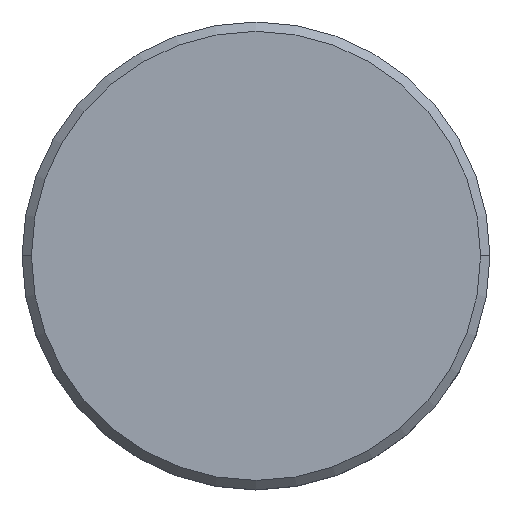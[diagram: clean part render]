
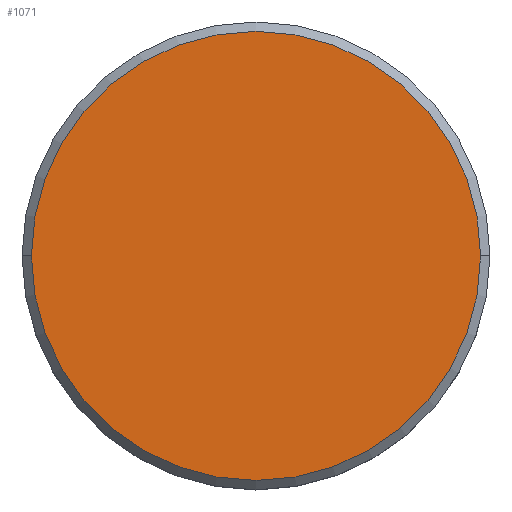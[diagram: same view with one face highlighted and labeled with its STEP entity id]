
A CAD part, top view. The second image highlights one B-rep face of the part: STEP entity #1071.
In plain terms, the highlighted planar face has unit normal (0, 0, 1).
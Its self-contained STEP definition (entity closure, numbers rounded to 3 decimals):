
#1 = DIRECTION ( 'NONE',  ( 0., 0., 1. ) ) ;
#32 = DIRECTION ( 'NONE',  ( 0., 0., 1. ) ) ;
#39 = FACE_OUTER_BOUND ( 'NONE', #493, .T. ) ;
#61 = CIRCLE ( 'NONE', #1108, 12. ) ;
#73 = EDGE_CURVE ( 'NONE', #941, #645, #310, .T. ) ;
#231 = CARTESIAN_POINT ( 'NONE',  ( 0., 0., 0. ) ) ;
#310 = CIRCLE ( 'NONE', #1173, 12. ) ;
#316 = DIRECTION ( 'NONE',  ( 1., 0., 0. ) ) ;
#375 = DIRECTION ( 'NONE',  ( 1., 0., 0. ) ) ;
#478 = CARTESIAN_POINT ( 'NONE',  ( 12., 0., 0. ) ) ;
#481 = CARTESIAN_POINT ( 'NONE',  ( -12., 0., 0. ) ) ;
#492 = CARTESIAN_POINT ( 'NONE',  ( 0., 0., 0. ) ) ;
#493 = EDGE_LOOP ( 'NONE', ( #950, #1051 ) ) ;
#605 = DIRECTION ( 'NONE',  ( 0., 0., 1. ) ) ;
#645 = VERTEX_POINT ( 'NONE', #481 ) ;
#790 = PLANE ( 'NONE',  #797 ) ;
#797 = AXIS2_PLACEMENT_3D ( 'NONE', #231, #605, #316 ) ;
#833 = CARTESIAN_POINT ( 'NONE',  ( 0., 0., 0. ) ) ;
#941 = VERTEX_POINT ( 'NONE', #478 ) ;
#950 = ORIENTED_EDGE ( 'NONE', *, *, #959, .T. ) ;
#959 = EDGE_CURVE ( 'NONE', #645, #941, #61, .T. ) ;
#1051 = ORIENTED_EDGE ( 'NONE', *, *, #73, .T. ) ;
#1071 = ADVANCED_FACE ( 'NONE', ( #39 ), #790, .T. ) ;
#1108 = AXIS2_PLACEMENT_3D ( 'NONE', #833, #1, #375 ) ;
#1143 = DIRECTION ( 'NONE',  ( 1., 0., 0. ) ) ;
#1173 = AXIS2_PLACEMENT_3D ( 'NONE', #492, #32, #1143 ) ;
